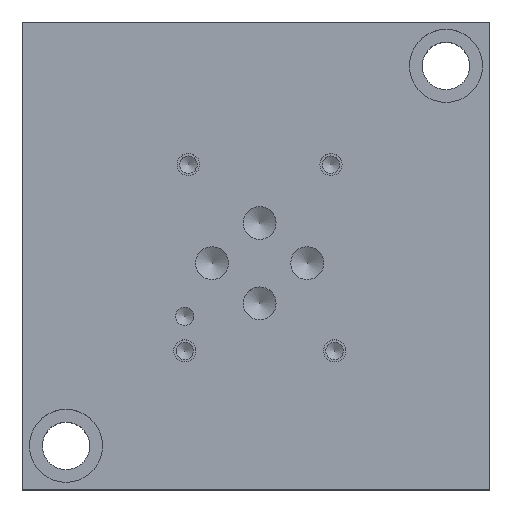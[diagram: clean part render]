
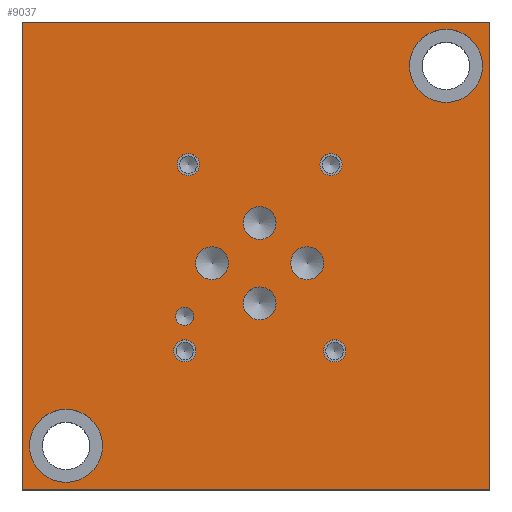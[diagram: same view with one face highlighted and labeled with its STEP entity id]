
A CAD part, top view. The second image highlights one B-rep face of the part: STEP entity #9037.
In plain terms, the highlighted planar face has unit normal (0, 0, 1).
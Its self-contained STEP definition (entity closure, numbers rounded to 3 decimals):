
#103=CIRCLE('',#9388,7.938);
#104=CIRCLE('',#9389,7.938);
#109=CIRCLE('',#9397,7.938);
#110=CIRCLE('',#9398,7.938);
#114=CIRCLE('',#9405,3.569);
#115=CIRCLE('',#9406,3.569);
#118=CIRCLE('',#9411,3.569);
#119=CIRCLE('',#9412,3.569);
#122=CIRCLE('',#9417,3.569);
#123=CIRCLE('',#9418,3.569);
#126=CIRCLE('',#9423,3.569);
#127=CIRCLE('',#9424,3.569);
#130=CIRCLE('',#9429,1.981);
#131=CIRCLE('',#9430,1.981);
#137=CIRCLE('',#9439,2.413);
#138=CIRCLE('',#9440,2.413);
#144=CIRCLE('',#9450,2.413);
#145=CIRCLE('',#9451,2.413);
#151=CIRCLE('',#9461,2.413);
#152=CIRCLE('',#9462,2.413);
#158=CIRCLE('',#9472,2.413);
#159=CIRCLE('',#9473,2.413);
#208=FACE_BOUND('',#1464,.T.);
#209=FACE_BOUND('',#1465,.T.);
#210=FACE_BOUND('',#1466,.T.);
#211=FACE_BOUND('',#1467,.T.);
#212=FACE_BOUND('',#1468,.T.);
#213=FACE_BOUND('',#1469,.T.);
#214=FACE_BOUND('',#1470,.T.);
#215=FACE_BOUND('',#1471,.T.);
#216=FACE_BOUND('',#1472,.T.);
#217=FACE_BOUND('',#1473,.T.);
#218=FACE_BOUND('',#1474,.T.);
#501=PLANE('',#9479);
#958=FACE_OUTER_BOUND('',#1463,.T.);
#1463=EDGE_LOOP('',(#8036,#8037,#8038,#8039));
#1464=EDGE_LOOP('',(#8040,#8041));
#1465=EDGE_LOOP('',(#8042,#8043));
#1466=EDGE_LOOP('',(#8044,#8045));
#1467=EDGE_LOOP('',(#8046,#8047));
#1468=EDGE_LOOP('',(#8048,#8049));
#1469=EDGE_LOOP('',(#8050,#8051));
#1470=EDGE_LOOP('',(#8052,#8053));
#1471=EDGE_LOOP('',(#8054,#8055));
#1472=EDGE_LOOP('',(#8056,#8057));
#1473=EDGE_LOOP('',(#8058,#8059));
#1474=EDGE_LOOP('',(#8060,#8061));
#1795=LINE('',#13553,#2678);
#2275=LINE('',#15047,#3158);
#2311=LINE('',#15124,#3194);
#2360=LINE('',#15437,#3243);
#2678=VECTOR('',#9966,10.);
#3158=VECTOR('',#10790,10.);
#3194=VECTOR('',#10856,10.);
#3243=VECTOR('',#11215,10.);
#3846=VERTEX_POINT('',#13550);
#3847=VERTEX_POINT('',#13552);
#4209=VERTEX_POINT('',#15046);
#4235=VERTEX_POINT('',#15123);
#4279=VERTEX_POINT('',#15254);
#4280=VERTEX_POINT('',#15255);
#4285=VERTEX_POINT('',#15271);
#4286=VERTEX_POINT('',#15272);
#4291=VERTEX_POINT('',#15288);
#4292=VERTEX_POINT('',#15289);
#4296=VERTEX_POINT('',#15301);
#4297=VERTEX_POINT('',#15302);
#4301=VERTEX_POINT('',#15314);
#4302=VERTEX_POINT('',#15315);
#4306=VERTEX_POINT('',#15327);
#4307=VERTEX_POINT('',#15328);
#4311=VERTEX_POINT('',#15340);
#4312=VERTEX_POINT('',#15341);
#4319=VERTEX_POINT('',#15360);
#4320=VERTEX_POINT('',#15361);
#4327=VERTEX_POINT('',#15382);
#4328=VERTEX_POINT('',#15383);
#4335=VERTEX_POINT('',#15404);
#4336=VERTEX_POINT('',#15405);
#4343=VERTEX_POINT('',#15426);
#4344=VERTEX_POINT('',#15427);
#4860=EDGE_CURVE('',#3847,#3846,#1795,.T.);
#5402=EDGE_CURVE('',#4209,#3847,#2275,.T.);
#5440=EDGE_CURVE('',#4235,#4209,#2311,.T.);
#5501=EDGE_CURVE('',#4279,#4280,#103,.T.);
#5502=EDGE_CURVE('',#4280,#4279,#104,.T.);
#5509=EDGE_CURVE('',#4285,#4286,#109,.T.);
#5510=EDGE_CURVE('',#4286,#4285,#110,.T.);
#5517=EDGE_CURVE('',#4291,#4292,#114,.T.);
#5518=EDGE_CURVE('',#4292,#4291,#115,.T.);
#5523=EDGE_CURVE('',#4296,#4297,#118,.T.);
#5524=EDGE_CURVE('',#4297,#4296,#119,.T.);
#5529=EDGE_CURVE('',#4301,#4302,#122,.T.);
#5530=EDGE_CURVE('',#4302,#4301,#123,.T.);
#5535=EDGE_CURVE('',#4306,#4307,#126,.T.);
#5536=EDGE_CURVE('',#4307,#4306,#127,.T.);
#5541=EDGE_CURVE('',#4311,#4312,#130,.T.);
#5542=EDGE_CURVE('',#4312,#4311,#131,.T.);
#5550=EDGE_CURVE('',#4319,#4320,#137,.T.);
#5551=EDGE_CURVE('',#4320,#4319,#138,.T.);
#5560=EDGE_CURVE('',#4327,#4328,#144,.T.);
#5561=EDGE_CURVE('',#4328,#4327,#145,.T.);
#5570=EDGE_CURVE('',#4335,#4336,#151,.T.);
#5571=EDGE_CURVE('',#4336,#4335,#152,.T.);
#5580=EDGE_CURVE('',#4343,#4344,#158,.T.);
#5581=EDGE_CURVE('',#4344,#4343,#159,.T.);
#5585=EDGE_CURVE('',#3846,#4235,#2360,.T.);
#8036=ORIENTED_EDGE('',*,*,#4860,.T.);
#8037=ORIENTED_EDGE('',*,*,#5585,.T.);
#8038=ORIENTED_EDGE('',*,*,#5440,.T.);
#8039=ORIENTED_EDGE('',*,*,#5402,.T.);
#8040=ORIENTED_EDGE('',*,*,#5501,.T.);
#8041=ORIENTED_EDGE('',*,*,#5502,.T.);
#8042=ORIENTED_EDGE('',*,*,#5509,.T.);
#8043=ORIENTED_EDGE('',*,*,#5510,.T.);
#8044=ORIENTED_EDGE('',*,*,#5517,.T.);
#8045=ORIENTED_EDGE('',*,*,#5518,.T.);
#8046=ORIENTED_EDGE('',*,*,#5523,.T.);
#8047=ORIENTED_EDGE('',*,*,#5524,.T.);
#8048=ORIENTED_EDGE('',*,*,#5529,.T.);
#8049=ORIENTED_EDGE('',*,*,#5530,.T.);
#8050=ORIENTED_EDGE('',*,*,#5535,.T.);
#8051=ORIENTED_EDGE('',*,*,#5536,.T.);
#8052=ORIENTED_EDGE('',*,*,#5541,.T.);
#8053=ORIENTED_EDGE('',*,*,#5542,.T.);
#8054=ORIENTED_EDGE('',*,*,#5550,.T.);
#8055=ORIENTED_EDGE('',*,*,#5551,.T.);
#8056=ORIENTED_EDGE('',*,*,#5560,.T.);
#8057=ORIENTED_EDGE('',*,*,#5561,.T.);
#8058=ORIENTED_EDGE('',*,*,#5570,.T.);
#8059=ORIENTED_EDGE('',*,*,#5571,.T.);
#8060=ORIENTED_EDGE('',*,*,#5580,.T.);
#8061=ORIENTED_EDGE('',*,*,#5581,.T.);
#9037=ADVANCED_FACE('',(#958,#208,#209,#210,#211,#212,#213,#214,#215,#216,
#217,#218),#501,.T.);
#9388=AXIS2_PLACEMENT_3D('',#15256,#11008,#11009);
#9389=AXIS2_PLACEMENT_3D('',#15257,#11010,#11011);
#9397=AXIS2_PLACEMENT_3D('',#15273,#11028,#11029);
#9398=AXIS2_PLACEMENT_3D('',#15274,#11030,#11031);
#9405=AXIS2_PLACEMENT_3D('',#15290,#11047,#11048);
#9406=AXIS2_PLACEMENT_3D('',#15291,#11049,#11050);
#9411=AXIS2_PLACEMENT_3D('',#15303,#11061,#11062);
#9412=AXIS2_PLACEMENT_3D('',#15304,#11063,#11064);
#9417=AXIS2_PLACEMENT_3D('',#15316,#11075,#11076);
#9418=AXIS2_PLACEMENT_3D('',#15317,#11077,#11078);
#9423=AXIS2_PLACEMENT_3D('',#15329,#11089,#11090);
#9424=AXIS2_PLACEMENT_3D('',#15330,#11091,#11092);
#9429=AXIS2_PLACEMENT_3D('',#15342,#11103,#11104);
#9430=AXIS2_PLACEMENT_3D('',#15343,#11105,#11106);
#9439=AXIS2_PLACEMENT_3D('',#15362,#11125,#11126);
#9440=AXIS2_PLACEMENT_3D('',#15363,#11127,#11128);
#9450=AXIS2_PLACEMENT_3D('',#15384,#11150,#11151);
#9451=AXIS2_PLACEMENT_3D('',#15385,#11152,#11153);
#9461=AXIS2_PLACEMENT_3D('',#15406,#11175,#11176);
#9462=AXIS2_PLACEMENT_3D('',#15407,#11177,#11178);
#9472=AXIS2_PLACEMENT_3D('',#15428,#11200,#11201);
#9473=AXIS2_PLACEMENT_3D('',#15429,#11202,#11203);
#9479=AXIS2_PLACEMENT_3D('',#15439,#11218,#11219);
#9966=DIRECTION('',(1.,0.,0.));
#10790=DIRECTION('',(0.,-1.,0.));
#10856=DIRECTION('',(-1.,0.,0.));
#11008=DIRECTION('center_axis',(0.,0.,-1.));
#11009=DIRECTION('ref_axis',(1.,0.,0.));
#11010=DIRECTION('center_axis',(0.,0.,-1.));
#11011=DIRECTION('ref_axis',(1.,0.,0.));
#11028=DIRECTION('center_axis',(0.,0.,-1.));
#11029=DIRECTION('ref_axis',(1.,0.,0.));
#11030=DIRECTION('center_axis',(0.,0.,-1.));
#11031=DIRECTION('ref_axis',(1.,0.,0.));
#11047=DIRECTION('center_axis',(0.,0.,-1.));
#11048=DIRECTION('ref_axis',(1.,0.,0.));
#11049=DIRECTION('center_axis',(0.,0.,-1.));
#11050=DIRECTION('ref_axis',(1.,0.,0.));
#11061=DIRECTION('center_axis',(0.,0.,-1.));
#11062=DIRECTION('ref_axis',(1.,0.,0.));
#11063=DIRECTION('center_axis',(0.,0.,-1.));
#11064=DIRECTION('ref_axis',(1.,0.,0.));
#11075=DIRECTION('center_axis',(0.,0.,-1.));
#11076=DIRECTION('ref_axis',(1.,0.,0.));
#11077=DIRECTION('center_axis',(0.,0.,-1.));
#11078=DIRECTION('ref_axis',(1.,0.,0.));
#11089=DIRECTION('center_axis',(0.,0.,-1.));
#11090=DIRECTION('ref_axis',(1.,0.,0.));
#11091=DIRECTION('center_axis',(0.,0.,-1.));
#11092=DIRECTION('ref_axis',(1.,0.,0.));
#11103=DIRECTION('center_axis',(0.,0.,-1.));
#11104=DIRECTION('ref_axis',(1.,0.,0.));
#11105=DIRECTION('center_axis',(0.,0.,-1.));
#11106=DIRECTION('ref_axis',(1.,0.,0.));
#11125=DIRECTION('center_axis',(0.,0.,-1.));
#11126=DIRECTION('ref_axis',(1.,0.,0.));
#11127=DIRECTION('center_axis',(0.,0.,-1.));
#11128=DIRECTION('ref_axis',(1.,0.,0.));
#11150=DIRECTION('center_axis',(0.,0.,-1.));
#11151=DIRECTION('ref_axis',(1.,0.,0.));
#11152=DIRECTION('center_axis',(0.,0.,-1.));
#11153=DIRECTION('ref_axis',(1.,0.,0.));
#11175=DIRECTION('center_axis',(0.,0.,-1.));
#11176=DIRECTION('ref_axis',(1.,0.,0.));
#11177=DIRECTION('center_axis',(0.,0.,-1.));
#11178=DIRECTION('ref_axis',(1.,0.,0.));
#11200=DIRECTION('center_axis',(0.,0.,-1.));
#11201=DIRECTION('ref_axis',(1.,0.,0.));
#11202=DIRECTION('center_axis',(0.,0.,-1.));
#11203=DIRECTION('ref_axis',(1.,0.,0.));
#11215=DIRECTION('',(0.,1.,0.));
#11218=DIRECTION('center_axis',(0.,0.,1.));
#11219=DIRECTION('ref_axis',(1.,0.,0.));
#13550=CARTESIAN_POINT('',(101.6,0.,44.45));
#13552=CARTESIAN_POINT('',(0.,0.,44.45));
#13553=CARTESIAN_POINT('',(0.,0.,44.45));
#15046=CARTESIAN_POINT('',(0.,101.6,44.45));
#15047=CARTESIAN_POINT('',(0.,101.6,44.45));
#15123=CARTESIAN_POINT('',(101.6,101.6,44.45));
#15124=CARTESIAN_POINT('',(101.6,101.6,44.45));
#15254=CARTESIAN_POINT('',(100.013,92.075,44.45));
#15255=CARTESIAN_POINT('',(84.138,92.075,44.45));
#15256=CARTESIAN_POINT('Origin',(92.075,92.075,44.45));
#15257=CARTESIAN_POINT('Origin',(92.075,92.075,44.45));
#15271=CARTESIAN_POINT('',(17.463,9.525,44.45));
#15272=CARTESIAN_POINT('',(1.588,9.525,44.45));
#15273=CARTESIAN_POINT('Origin',(9.525,9.525,44.45));
#15274=CARTESIAN_POINT('Origin',(9.525,9.525,44.45));
#15288=CARTESIAN_POINT('',(55.156,57.937,44.45));
#15289=CARTESIAN_POINT('',(48.019,57.937,44.45));
#15290=CARTESIAN_POINT('Origin',(51.587,57.937,44.45));
#15291=CARTESIAN_POINT('Origin',(51.587,57.937,44.45));
#15301=CARTESIAN_POINT('',(44.844,49.2,44.45));
#15302=CARTESIAN_POINT('',(37.706,49.2,44.45));
#15303=CARTESIAN_POINT('Origin',(41.275,49.2,44.45));
#15304=CARTESIAN_POINT('Origin',(41.275,49.2,44.45));
#15314=CARTESIAN_POINT('',(65.494,49.2,44.45));
#15315=CARTESIAN_POINT('',(58.357,49.2,44.45));
#15316=CARTESIAN_POINT('Origin',(61.925,49.2,44.45));
#15317=CARTESIAN_POINT('Origin',(61.925,49.2,44.45));
#15327=CARTESIAN_POINT('',(55.156,40.462,44.45));
#15328=CARTESIAN_POINT('',(48.019,40.462,44.45));
#15329=CARTESIAN_POINT('Origin',(51.587,40.462,44.45));
#15330=CARTESIAN_POINT('Origin',(51.587,40.462,44.45));
#15340=CARTESIAN_POINT('',(37.313,37.643,44.45));
#15341=CARTESIAN_POINT('',(33.35,37.643,44.45));
#15342=CARTESIAN_POINT('Origin',(35.331,37.643,44.45));
#15343=CARTESIAN_POINT('Origin',(35.331,37.643,44.45));
#15360=CARTESIAN_POINT('',(70.282,30.15,44.45));
#15361=CARTESIAN_POINT('',(65.456,30.15,44.45));
#15362=CARTESIAN_POINT('Origin',(67.869,30.15,44.45));
#15363=CARTESIAN_POINT('Origin',(67.869,30.15,44.45));
#15382=CARTESIAN_POINT('',(38.532,70.637,44.45));
#15383=CARTESIAN_POINT('',(33.706,70.637,44.45));
#15384=CARTESIAN_POINT('Origin',(36.119,70.637,44.45));
#15385=CARTESIAN_POINT('Origin',(36.119,70.637,44.45));
#15404=CARTESIAN_POINT('',(69.494,70.637,44.45));
#15405=CARTESIAN_POINT('',(64.668,70.637,44.45));
#15406=CARTESIAN_POINT('Origin',(67.081,70.637,44.45));
#15407=CARTESIAN_POINT('Origin',(67.081,70.637,44.45));
#15426=CARTESIAN_POINT('',(37.744,30.15,44.45));
#15427=CARTESIAN_POINT('',(32.918,30.15,44.45));
#15428=CARTESIAN_POINT('Origin',(35.331,30.15,44.45));
#15429=CARTESIAN_POINT('Origin',(35.331,30.15,44.45));
#15437=CARTESIAN_POINT('',(101.6,0.,44.45));
#15439=CARTESIAN_POINT('Origin',(50.8,50.8,44.45));
